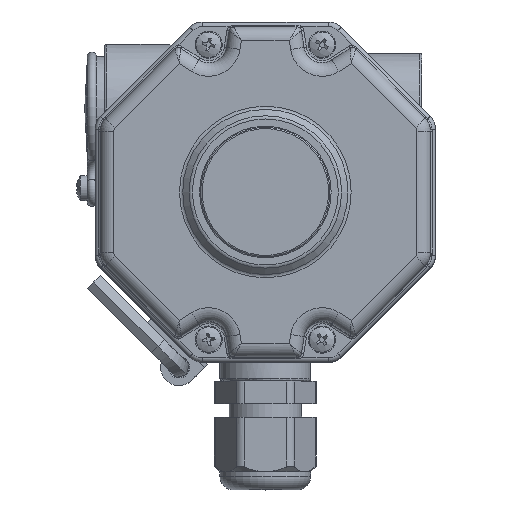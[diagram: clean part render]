
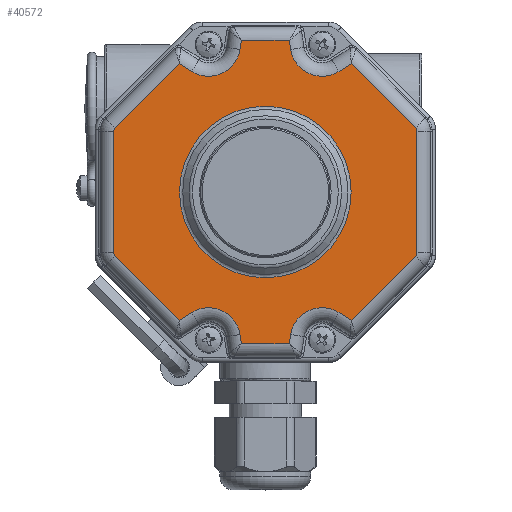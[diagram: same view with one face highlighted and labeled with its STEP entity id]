
A CAD part, top view. The second image highlights one B-rep face of the part: STEP entity #40572.
In plain terms, the highlighted face is planar.
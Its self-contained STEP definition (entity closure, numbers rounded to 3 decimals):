
#3447=LINE('',#68547,#5824);
#3450=LINE('',#68554,#5827);
#3451=LINE('',#68565,#5828);
#3454=LINE('',#68589,#5831);
#3455=LINE('',#68673,#5832);
#3458=LINE('',#68694,#5835);
#3459=LINE('',#68811,#5836);
#3462=LINE('',#68818,#5839);
#3463=LINE('',#68843,#5840);
#3466=LINE('',#68867,#5843);
#3467=LINE('',#68998,#5844);
#3470=LINE('',#69005,#5847);
#3471=LINE('',#69075,#5848);
#3474=LINE('',#69082,#5851);
#3475=LINE('',#69113,#5852);
#3478=LINE('',#69133,#5855);
#5824=VECTOR('',#52280,1000.);
#5827=VECTOR('',#52287,1000.);
#5828=VECTOR('',#52300,1000.);
#5831=VECTOR('',#52307,1000.);
#5832=VECTOR('',#52320,1000.);
#5835=VECTOR('',#52325,1000.);
#5836=VECTOR('',#52334,1000.);
#5839=VECTOR('',#52341,1000.);
#5840=VECTOR('',#52352,1000.);
#5843=VECTOR('',#52359,1000.);
#5844=VECTOR('',#52366,1000.);
#5847=VECTOR('',#52373,1000.);
#5848=VECTOR('',#52388,1000.);
#5851=VECTOR('',#52395,1000.);
#5852=VECTOR('',#52414,1000.);
#5855=VECTOR('',#52419,1000.);
#12260=ORIENTED_EDGE('',*,*,#20649,.T.);
#12261=ORIENTED_EDGE('',*,*,#20828,.T.);
#12262=ORIENTED_EDGE('',*,*,#20639,.T.);
#12263=ORIENTED_EDGE('',*,*,#20635,.T.);
#12264=ORIENTED_EDGE('',*,*,#20641,.T.);
#12265=ORIENTED_EDGE('',*,*,#20644,.T.);
#12266=ORIENTED_EDGE('',*,*,#20651,.T.);
#12267=ORIENTED_EDGE('',*,*,#20656,.T.);
#12268=ORIENTED_EDGE('',*,*,#20666,.T.);
#12269=ORIENTED_EDGE('',*,*,#20672,.T.);
#12270=ORIENTED_EDGE('',*,*,#20675,.T.);
#12271=ORIENTED_EDGE('',*,*,#20686,.T.);
#12272=ORIENTED_EDGE('',*,*,#20697,.T.);
#12273=ORIENTED_EDGE('',*,*,#20703,.T.);
#12274=ORIENTED_EDGE('',*,*,#20709,.T.);
#12275=ORIENTED_EDGE('',*,*,#20713,.T.);
#12276=ORIENTED_EDGE('',*,*,#20707,.T.);
#12277=ORIENTED_EDGE('',*,*,#20701,.T.);
#12278=ORIENTED_EDGE('',*,*,#20695,.T.);
#12279=ORIENTED_EDGE('',*,*,#20690,.T.);
#12280=ORIENTED_EDGE('',*,*,#20680,.T.);
#12281=ORIENTED_EDGE('',*,*,#20829,.T.);
#12282=ORIENTED_EDGE('',*,*,#20670,.T.);
#12283=ORIENTED_EDGE('',*,*,#20660,.T.);
#12284=ORIENTED_EDGE('',*,*,#20830,.T.);
#20635=EDGE_CURVE('',#25179,#25181,#3447,.T.);
#20639=EDGE_CURVE('',#25182,#25179,#3450,.T.);
#20641=EDGE_CURVE('',#25181,#25185,#28251,.T.);
#20644=EDGE_CURVE('',#25185,#25187,#3451,.T.);
#20649=EDGE_CURVE('',#25188,#25191,#3454,.T.);
#20651=EDGE_CURVE('',#25187,#25193,#28256,.T.);
#20656=EDGE_CURVE('',#25193,#25196,#3455,.T.);
#20660=EDGE_CURVE('',#25197,#25188,#3458,.T.);
#20666=EDGE_CURVE('',#25196,#25202,#3459,.T.);
#20670=EDGE_CURVE('',#25203,#25197,#3462,.T.);
#20672=EDGE_CURVE('',#25202,#25206,#28264,.T.);
#20675=EDGE_CURVE('',#25206,#25208,#3463,.T.);
#20680=EDGE_CURVE('',#25209,#25212,#3466,.T.);
#20686=EDGE_CURVE('',#25208,#25216,#3467,.T.);
#20690=EDGE_CURVE('',#25217,#25209,#3470,.T.);
#20695=EDGE_CURVE('',#25220,#25217,#28273,.T.);
#20697=EDGE_CURVE('',#25216,#25223,#3471,.T.);
#20701=EDGE_CURVE('',#25224,#25220,#3474,.T.);
#20703=EDGE_CURVE('',#25223,#25227,#28277,.T.);
#20707=EDGE_CURVE('',#25228,#25224,#28281,.T.);
#20709=EDGE_CURVE('',#25227,#25231,#3475,.T.);
#20713=EDGE_CURVE('',#25231,#25228,#3478,.T.);
#20828=EDGE_CURVE('',#25191,#25182,#28316,.T.);
#20829=EDGE_CURVE('',#25212,#25203,#28317,.T.);
#20830=EDGE_CURVE('',#25295,#25295,#28318,.T.);
#25179=VERTEX_POINT('',#68527);
#25181=VERTEX_POINT('',#68546);
#25182=VERTEX_POINT('',#68551);
#25185=VERTEX_POINT('',#68558);
#25187=VERTEX_POINT('',#68564);
#25188=VERTEX_POINT('',#68583);
#25191=VERTEX_POINT('',#68588);
#25193=VERTEX_POINT('',#68593);
#25196=VERTEX_POINT('',#68672);
#25197=VERTEX_POINT('',#68691);
#25202=VERTEX_POINT('',#68810);
#25203=VERTEX_POINT('',#68815);
#25206=VERTEX_POINT('',#68822);
#25208=VERTEX_POINT('',#68842);
#25209=VERTEX_POINT('',#68861);
#25212=VERTEX_POINT('',#68866);
#25216=VERTEX_POINT('',#68997);
#25217=VERTEX_POINT('',#69002);
#25220=VERTEX_POINT('',#69067);
#25223=VERTEX_POINT('',#69074);
#25224=VERTEX_POINT('',#69079);
#25227=VERTEX_POINT('',#69086);
#25228=VERTEX_POINT('',#69091);
#25231=VERTEX_POINT('',#69112);
#25295=VERTEX_POINT('',#69399);
#28251=CIRCLE('',#44115,1.);
#28256=CIRCLE('',#44123,1.);
#28264=CIRCLE('',#44136,7.);
#28273=CIRCLE('',#44150,1.);
#28277=CIRCLE('',#44157,7.);
#28281=CIRCLE('',#44162,1.);
#28316=CIRCLE('',#44249,7.);
#28317=CIRCLE('',#44250,7.);
#28318=CIRCLE('',#44251,18.914);
#31001=EDGE_LOOP('',(#12260,#12261,#12262,#12263,#12264,#12265,#12266,#12267,
#12268,#12269,#12270,#12271,#12272,#12273,#12274,#12275,#12276,#12277,#12278,
#12279,#12280,#12281,#12282,#12283));
#31002=EDGE_LOOP('',(#12284));
#33794=FACE_BOUND('',#31001,.T.);
#33795=FACE_BOUND('',#31002,.T.);
#35641=PLANE('',#44248);
#40572=ADVANCED_FACE('',(#33794,#33795),#35641,.T.);
#44115=AXIS2_PLACEMENT_3D('',#68559,#52292,#52293);
#44123=AXIS2_PLACEMENT_3D('',#68594,#52312,#52313);
#44136=AXIS2_PLACEMENT_3D('',#68823,#52346,#52347);
#44150=AXIS2_PLACEMENT_3D('',#69070,#52382,#52383);
#44157=AXIS2_PLACEMENT_3D('',#69087,#52400,#52401);
#44162=AXIS2_PLACEMENT_3D('',#69094,#52410,#52411);
#44248=AXIS2_PLACEMENT_3D('',#69395,#52666,#52667);
#44249=AXIS2_PLACEMENT_3D('',#69396,#52668,#52669);
#44250=AXIS2_PLACEMENT_3D('',#69397,#52670,#52671);
#44251=AXIS2_PLACEMENT_3D('',#69398,#52672,#52673);
#52280=DIRECTION('',(-0.707,0.,0.707));
#52287=DIRECTION('',(-0.844,0.,-0.536));
#52292=DIRECTION('',(0.,1.,0.));
#52293=DIRECTION('',(0.,0.,1.));
#52300=DIRECTION('',(0.,0.,1.));
#52307=DIRECTION('',(-0.156,0.,0.988));
#52312=DIRECTION('',(0.,1.,0.));
#52313=DIRECTION('',(0.,0.,1.));
#52320=DIRECTION('',(0.707,0.,0.707));
#52325=DIRECTION('',(-1.,0.,0.));
#52334=DIRECTION('',(0.844,0.,-0.536));
#52341=DIRECTION('',(-0.156,0.,-0.988));
#52346=DIRECTION('',(0.,-1.,0.));
#52347=DIRECTION('',(0.,0.,1.));
#52352=DIRECTION('',(0.156,0.,0.988));
#52359=DIRECTION('',(-0.844,0.,0.536));
#52366=DIRECTION('',(1.,0.,0.));
#52373=DIRECTION('',(-0.707,0.,-0.707));
#52382=DIRECTION('',(0.,1.,0.));
#52383=DIRECTION('',(0.,0.,1.));
#52388=DIRECTION('',(0.156,0.,-0.988));
#52395=DIRECTION('',(0.,0.,-1.));
#52400=DIRECTION('',(0.,-1.,0.));
#52401=DIRECTION('',(0.,0.,1.));
#52410=DIRECTION('',(0.,1.,0.));
#52411=DIRECTION('',(0.,0.,1.));
#52414=DIRECTION('',(0.844,0.,0.536));
#52419=DIRECTION('',(0.707,0.,-0.707));
#52666=DIRECTION('',(0.,1.,0.));
#52667=DIRECTION('',(0.,0.,1.));
#52668=DIRECTION('',(0.,-1.,0.));
#52669=DIRECTION('',(0.,0.,1.));
#52670=DIRECTION('',(0.,-1.,0.));
#52671=DIRECTION('',(0.,0.,1.));
#52672=DIRECTION('',(0.,-1.,0.));
#52673=DIRECTION('',(0.,0.,1.));
#68527=CARTESIAN_POINT('',(-18.939,26.,-28.296));
#68546=CARTESIAN_POINT('',(-33.107,26.,-14.128));
#68547=CARTESIAN_POINT('',(-33.107,26.,-14.128));
#68551=CARTESIAN_POINT('',(-16.251,26.,-26.59));
#68554=CARTESIAN_POINT('',(-20.292,26.,-29.154));
#68558=CARTESIAN_POINT('',(-33.4,26.,-13.421));
#68559=CARTESIAN_POINT('',(-32.4,26.,-13.421));
#68564=CARTESIAN_POINT('',(-33.4,26.,13.421));
#68565=CARTESIAN_POINT('',(-33.4,26.,13.421));
#68583=CARTESIAN_POINT('',(-5.27,26.,-33.4));
#68588=CARTESIAN_POINT('',(-5.586,26.,-31.405));
#68589=CARTESIAN_POINT('',(-10.302,26.,-1.632));
#68593=CARTESIAN_POINT('',(-33.107,26.,14.128));
#68594=CARTESIAN_POINT('',(-32.4,26.,13.421));
#68672=CARTESIAN_POINT('',(-18.939,26.,28.296));
#68673=CARTESIAN_POINT('',(-17.806,26.,29.429));
#68691=CARTESIAN_POINT('',(5.27,26.,-33.4));
#68694=CARTESIAN_POINT('',(-6.978,26.,-33.4));
#68810=CARTESIAN_POINT('',(-16.251,26.,26.59));
#68811=CARTESIAN_POINT('',(7.364,26.,11.603));
#68815=CARTESIAN_POINT('',(5.586,26.,-31.405));
#68818=CARTESIAN_POINT('',(5.003,26.,-35.087));
#68822=CARTESIAN_POINT('',(-5.586,26.,31.405));
#68823=CARTESIAN_POINT('',(-12.5,26.,32.5));
#68842=CARTESIAN_POINT('',(-5.27,26.,33.4));
#68843=CARTESIAN_POINT('',(-5.003,26.,35.087));
#68861=CARTESIAN_POINT('',(18.939,26.,-28.296));
#68866=CARTESIAN_POINT('',(16.251,26.,-26.59));
#68867=CARTESIAN_POINT('',(-7.364,26.,-11.603));
#68997=CARTESIAN_POINT('',(5.27,26.,33.4));
#68998=CARTESIAN_POINT('',(6.978,26.,33.4));
#69002=CARTESIAN_POINT('',(33.107,26.,-14.128));
#69005=CARTESIAN_POINT('',(17.806,26.,-29.429));
#69067=CARTESIAN_POINT('',(33.4,26.,-13.421));
#69070=CARTESIAN_POINT('',(32.4,26.,-13.421));
#69074=CARTESIAN_POINT('',(5.586,26.,31.405));
#69075=CARTESIAN_POINT('',(10.302,26.,1.632));
#69079=CARTESIAN_POINT('',(33.4,26.,13.421));
#69082=CARTESIAN_POINT('',(33.4,26.,-13.421));
#69086=CARTESIAN_POINT('',(16.251,26.,26.59));
#69087=CARTESIAN_POINT('',(12.5,26.,32.5));
#69091=CARTESIAN_POINT('',(33.107,26.,14.128));
#69094=CARTESIAN_POINT('',(32.4,26.,13.421));
#69112=CARTESIAN_POINT('',(18.939,26.,28.296));
#69113=CARTESIAN_POINT('',(20.292,26.,29.154));
#69133=CARTESIAN_POINT('',(33.107,26.,14.128));
#69395=CARTESIAN_POINT('',(0.,26.,0.));
#69396=CARTESIAN_POINT('',(-12.5,26.,-32.5));
#69397=CARTESIAN_POINT('',(12.5,26.,-32.5));
#69398=CARTESIAN_POINT('',(0.,26.,0.));
#69399=CARTESIAN_POINT('',(0.,26.,18.914));
